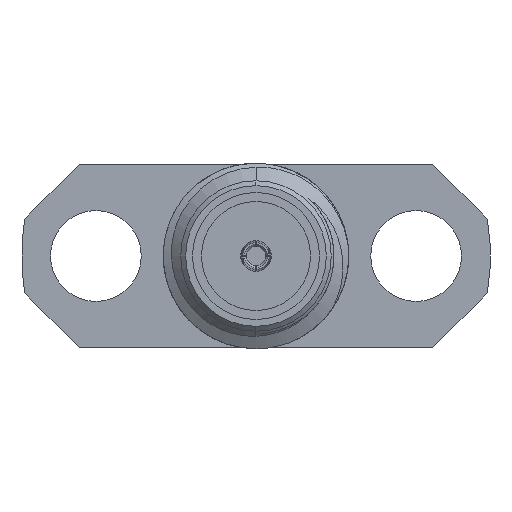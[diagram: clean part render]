
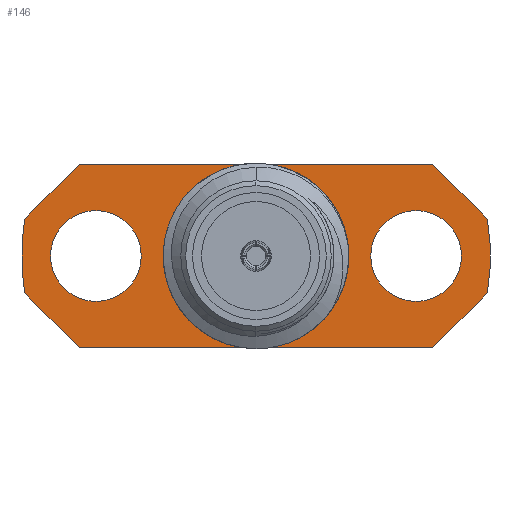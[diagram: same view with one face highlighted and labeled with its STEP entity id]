
A CAD part, left-side view. The second image highlights one B-rep face of the part: STEP entity #146.
In plain terms, the highlighted planar face has unit normal (-1, 0, 0).
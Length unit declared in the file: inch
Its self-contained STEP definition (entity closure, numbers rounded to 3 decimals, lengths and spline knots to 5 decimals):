
#75 = VERTEX_POINT ( 'NONE', #3282 ) ;
#110 = CIRCLE ( 'NONE', #3768, 0.0465 ) ;
#127 = VERTEX_POINT ( 'NONE', #403 ) ;
#146 = ADVANCED_FACE ( 'NONE', ( #722, #4436, #4556, #1686 ), #775, .T. ) ;
#150 = EDGE_CURVE ( 'NONE', #2054, #2009, #2819, .T. ) ;
#227 = CARTESIAN_POINT ( 'NONE',  ( 0.31, 0.164, 0.0465 ) ) ;
#236 = EDGE_CURVE ( 'NONE', #2496, #2047, #4626, .T. ) ;
#285 = ORIENTED_EDGE ( 'NONE', *, *, #236, .T. ) ;
#306 = EDGE_CURVE ( 'NONE', #2009, #2054, #3652, .T. ) ;
#312 = VERTEX_POINT ( 'NONE', #4073 ) ;
#403 = CARTESIAN_POINT ( 'NONE',  ( 0.31, 0.237, -0.03783 ) ) ;
#456 = VECTOR ( 'NONE', #3283, 39.37008 ) ;
#506 = EDGE_CURVE ( 'NONE', #3819, #1384, #3970, .T. ) ;
#542 = CARTESIAN_POINT ( 'NONE',  ( 0.31, -0.237, 0.03783 ) ) ;
#545 = DIRECTION ( 'NONE',  ( 0., 0., 1. ) ) ;
#549 = AXIS2_PLACEMENT_3D ( 'NONE', #3530, #1329, #3939 ) ;
#572 = VERTEX_POINT ( 'NONE', #3382 ) ;
#581 = DIRECTION ( 'NONE',  ( 0., 0., 1. ) ) ;
#634 = EDGE_CURVE ( 'NONE', #127, #312, #4617, .T. ) ;
#645 = ORIENTED_EDGE ( 'NONE', *, *, #2608, .F. ) ;
#702 = ORIENTED_EDGE ( 'NONE', *, *, #506, .T. ) ;
#709 = DIRECTION ( 'NONE',  ( 1., 0., 0. ) ) ;
#722 = FACE_BOUND ( 'NONE', #2408, .T. ) ;
#728 = EDGE_LOOP ( 'NONE', ( #645, #4613 ) ) ;
#775 = PLANE ( 'NONE',  #3610 ) ;
#827 = CIRCLE ( 'NONE', #1342, 0.0465 ) ;
#1057 = DIRECTION ( 'NONE',  ( 0., 0., 1. ) ) ;
#1060 = EDGE_CURVE ( 'NONE', #1512, #1785, #4370, .T. ) ;
#1082 = CIRCLE ( 'NONE', #549, 0.24 ) ;
#1300 = CARTESIAN_POINT ( 'NONE',  ( 0.31, 0.164, -0.0465 ) ) ;
#1315 = EDGE_LOOP ( 'NONE', ( #4077, #4419 ) ) ;
#1328 = DIRECTION ( 'NONE',  ( 1., 0., 0. ) ) ;
#1329 = DIRECTION ( 'NONE',  ( 1., 0., 0. ) ) ;
#1342 = AXIS2_PLACEMENT_3D ( 'NONE', #2839, #2142, #1057 ) ;
#1354 = DIRECTION ( 'NONE',  ( 0., -0.707, -0.707 ) ) ;
#1384 = VERTEX_POINT ( 'NONE', #3249 ) ;
#1390 = DIRECTION ( 'NONE',  ( 0., 0.707, -0.707 ) ) ;
#1486 = CARTESIAN_POINT ( 'NONE',  ( 0.31, -0.09891, -0.17591 ) ) ;
#1490 = ORIENTED_EDGE ( 'NONE', *, *, #634, .T. ) ;
#1502 = AXIS2_PLACEMENT_3D ( 'NONE', #4558, #4512, #545 ) ;
#1512 = VERTEX_POINT ( 'NONE', #542 ) ;
#1520 = CARTESIAN_POINT ( 'NONE',  ( 0.31, -0.18083, -0.094 ) ) ;
#1621 = ORIENTED_EDGE ( 'NONE', *, *, #2860, .F. ) ;
#1652 = CARTESIAN_POINT ( 'NONE',  ( 0.31, -0.237, -0.03783 ) ) ;
#1686 = FACE_OUTER_BOUND ( 'NONE', #3483, .T. ) ;
#1699 = DIRECTION ( 'NONE',  ( 0., 0., -1. ) ) ;
#1726 = VECTOR ( 'NONE', #4206, 39.37008 ) ;
#1785 = VERTEX_POINT ( 'NONE', #2593 ) ;
#1921 = DIRECTION ( 'NONE',  ( 0., -0.707, 0.707 ) ) ;
#2009 = VERTEX_POINT ( 'NONE', #1300 ) ;
#2047 = VERTEX_POINT ( 'NONE', #1652 ) ;
#2054 = VERTEX_POINT ( 'NONE', #227 ) ;
#2142 = DIRECTION ( 'NONE',  ( -1., 0., 0. ) ) ;
#2160 = LINE ( 'NONE', #3915, #456 ) ;
#2175 = ORIENTED_EDGE ( 'NONE', *, *, #4412, .T. ) ;
#2185 = DIRECTION ( 'NONE',  ( 0., 0., 1. ) ) ;
#2189 = DIRECTION ( 'NONE',  ( 0., 0.707, 0.707 ) ) ;
#2198 = EDGE_CURVE ( 'NONE', #312, #2496, #4538, .T. ) ;
#2224 = DIRECTION ( 'NONE',  ( -1., 0., 0. ) ) ;
#2293 = CARTESIAN_POINT ( 'NONE',  ( 0.31, 0.164, 0. ) ) ;
#2317 = AXIS2_PLACEMENT_3D ( 'NONE', #2293, #2653, #3018 ) ;
#2408 = EDGE_LOOP ( 'NONE', ( #702, #2856 ) ) ;
#2422 = CARTESIAN_POINT ( 'NONE',  ( 0.31, 0., 0. ) ) ;
#2439 = CARTESIAN_POINT ( 'NONE',  ( 0.31, 0., 0.082 ) ) ;
#2496 = VERTEX_POINT ( 'NONE', #1520 ) ;
#2514 = ORIENTED_EDGE ( 'NONE', *, *, #2198, .T. ) ;
#2552 = ORIENTED_EDGE ( 'NONE', *, *, #1060, .T. ) ;
#2593 = CARTESIAN_POINT ( 'NONE',  ( 0.31, -0.18083, 0.094 ) ) ;
#2598 = DIRECTION ( 'NONE',  ( 0., 0., 1. ) ) ;
#2608 = EDGE_CURVE ( 'NONE', #572, #75, #827, .T. ) ;
#2653 = DIRECTION ( 'NONE',  ( -1., 0., 0. ) ) ;
#2666 = DIRECTION ( 'NONE',  ( 0., 0., 1. ) ) ;
#2697 = DIRECTION ( 'NONE',  ( 1., 0., 0. ) ) ;
#2819 = CIRCLE ( 'NONE', #2317, 0.0465 ) ;
#2839 = CARTESIAN_POINT ( 'NONE',  ( 0.31, -0.164, 0. ) ) ;
#2842 = LINE ( 'NONE', #3553, #3457 ) ;
#2856 = ORIENTED_EDGE ( 'NONE', *, *, #3335, .T. ) ;
#2857 = CARTESIAN_POINT ( 'NONE',  ( 0.31, -0.28129, -0.094 ) ) ;
#2860 = EDGE_CURVE ( 'NONE', #127, #4587, #1082, .T. ) ;
#2959 = CIRCLE ( 'NONE', #3834, 0.082 ) ;
#2988 = DIRECTION ( 'NONE',  ( -1., 0., 0. ) ) ;
#3018 = DIRECTION ( 'NONE',  ( 0., 0., 1. ) ) ;
#3027 = ORIENTED_EDGE ( 'NONE', *, *, #4477, .T. ) ;
#3059 = CARTESIAN_POINT ( 'NONE',  ( 0.31, 0.18083, 0.094 ) ) ;
#3180 = ORIENTED_EDGE ( 'NONE', *, *, #4124, .F. ) ;
#3239 = CARTESIAN_POINT ( 'NONE',  ( 0.31, -0.09891, 0.17591 ) ) ;
#3249 = CARTESIAN_POINT ( 'NONE',  ( 0.31, 0., -0.082 ) ) ;
#3282 = CARTESIAN_POINT ( 'NONE',  ( 0.31, -0.164, -0.0465 ) ) ;
#3283 = DIRECTION ( 'NONE',  ( 0., 1., 0. ) ) ;
#3300 = CIRCLE ( 'NONE', #3667, 0.24 ) ;
#3311 = CARTESIAN_POINT ( 'NONE',  ( 0.31, 0.077, 0. ) ) ;
#3335 = EDGE_CURVE ( 'NONE', #1384, #3819, #2959, .T. ) ;
#3372 = VERTEX_POINT ( 'NONE', #3059 ) ;
#3382 = CARTESIAN_POINT ( 'NONE',  ( 0.31, -0.164, 0.0465 ) ) ;
#3395 = EDGE_CURVE ( 'NONE', #75, #572, #110, .T. ) ;
#3457 = VECTOR ( 'NONE', #1390, 39.37008 ) ;
#3483 = EDGE_LOOP ( 'NONE', ( #2514, #285, #3180, #2552, #3027, #2175, #1621, #1490 ) ) ;
#3515 = AXIS2_PLACEMENT_3D ( 'NONE', #4265, #709, #2185 ) ;
#3530 = CARTESIAN_POINT ( 'NONE',  ( 0.31, 0., 0. ) ) ;
#3553 = CARTESIAN_POINT ( 'NONE',  ( 0.31, 0.17591, 0.09891 ) ) ;
#3610 = AXIS2_PLACEMENT_3D ( 'NONE', #3311, #2988, #2666 ) ;
#3652 = CIRCLE ( 'NONE', #1502, 0.0465 ) ;
#3658 = CARTESIAN_POINT ( 'NONE',  ( 0.31, -0.164, 0. ) ) ;
#3667 = AXIS2_PLACEMENT_3D ( 'NONE', #2422, #1328, #1699 ) ;
#3742 = CARTESIAN_POINT ( 'NONE',  ( 0.31, 0., 0. ) ) ;
#3768 = AXIS2_PLACEMENT_3D ( 'NONE', #3658, #2224, #2598 ) ;
#3819 = VERTEX_POINT ( 'NONE', #2439 ) ;
#3832 = CARTESIAN_POINT ( 'NONE',  ( 0.31, 0.17591, -0.09891 ) ) ;
#3834 = AXIS2_PLACEMENT_3D ( 'NONE', #3742, #2697, #581 ) ;
#3915 = CARTESIAN_POINT ( 'NONE',  ( 0.31, -0.28129, 0.094 ) ) ;
#3922 = VECTOR ( 'NONE', #1921, 39.37008 ) ;
#3939 = DIRECTION ( 'NONE',  ( 0., 0., -1. ) ) ;
#3970 = CIRCLE ( 'NONE', #3515, 0.082 ) ;
#4073 = CARTESIAN_POINT ( 'NONE',  ( 0.31, 0.18083, -0.094 ) ) ;
#4077 = ORIENTED_EDGE ( 'NONE', *, *, #150, .F. ) ;
#4124 = EDGE_CURVE ( 'NONE', #1512, #2047, #3300, .T. ) ;
#4206 = DIRECTION ( 'NONE',  ( 0., -1., 0. ) ) ;
#4213 = CARTESIAN_POINT ( 'NONE',  ( 0.31, 0.237, 0.03783 ) ) ;
#4265 = CARTESIAN_POINT ( 'NONE',  ( 0.31, 0., 0. ) ) ;
#4309 = VECTOR ( 'NONE', #1354, 39.37008 ) ;
#4370 = LINE ( 'NONE', #3239, #4432 ) ;
#4412 = EDGE_CURVE ( 'NONE', #3372, #4587, #2842, .T. ) ;
#4419 = ORIENTED_EDGE ( 'NONE', *, *, #306, .F. ) ;
#4432 = VECTOR ( 'NONE', #2189, 39.37008 ) ;
#4436 = FACE_BOUND ( 'NONE', #1315, .T. ) ;
#4477 = EDGE_CURVE ( 'NONE', #1785, #3372, #2160, .T. ) ;
#4512 = DIRECTION ( 'NONE',  ( -1., 0., 0. ) ) ;
#4538 = LINE ( 'NONE', #2857, #1726 ) ;
#4556 = FACE_BOUND ( 'NONE', #728, .T. ) ;
#4558 = CARTESIAN_POINT ( 'NONE',  ( 0.31, 0.164, 0. ) ) ;
#4587 = VERTEX_POINT ( 'NONE', #4213 ) ;
#4613 = ORIENTED_EDGE ( 'NONE', *, *, #3395, .F. ) ;
#4617 = LINE ( 'NONE', #3832, #4309 ) ;
#4626 = LINE ( 'NONE', #1486, #3922 ) ;
